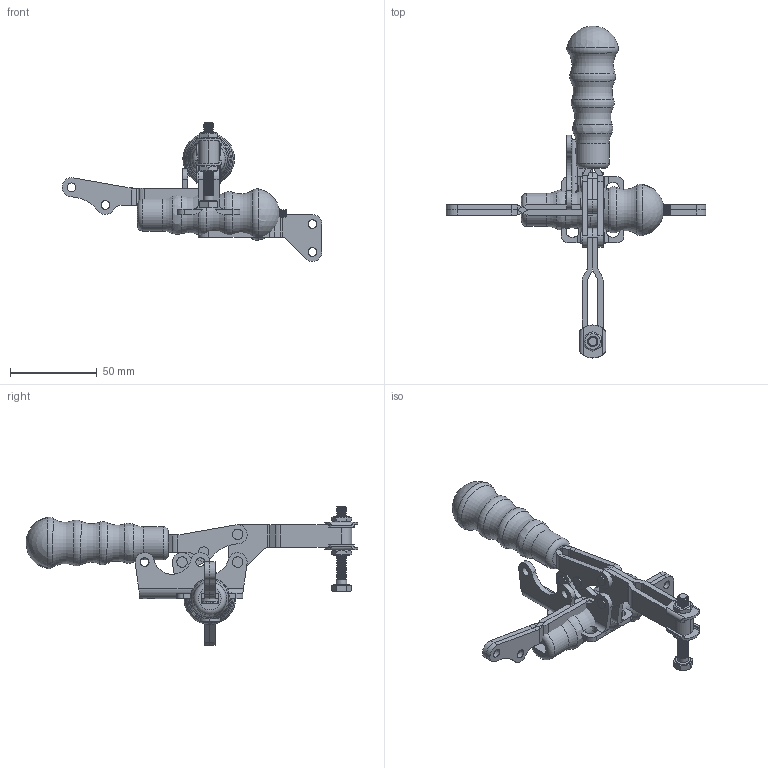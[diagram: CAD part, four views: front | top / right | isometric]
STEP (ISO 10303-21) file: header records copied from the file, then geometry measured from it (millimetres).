
FILE_DESCRIPTION( ( 'Unknown' ), '1' );
FILE_NAME( '120-UZ_UPINKA.stp', 'Unknown', ( 'Unknown' ), ( 'Unknown' ), 'PSStep 14.0', 'Unknown', ' ' );
FILE_SCHEMA( ( 'AUTOMOTIVE_DESIGN { 1 0 10303 214 1 1 1 1 }' ) );
Length unit declared in the file: millimetre
Products named in the file (19): Assem1; 120006_TAHLO; 120006_TAHLO-oa0; 720614_Nyt 5x14; 720614_Nyt 5x14-oa1; 720614_Nyt 5x14-oa2; 720614_Nyt 5x14-oa3; 940002_RUKOJET 10x6; 930003_PODLOZKA M6; 930003_PODLOZKA M6-oa4; 800069_SROUB M6x45-CSN ISO 4017; 800004_Matice M6_DIN4398; 800004_Matice M6_DIN4398-oa5; 120001_TELO; 120001_TELO-oa6; 120004_UPINACI PAKA L; 120005_UPINACI PAKA P; 120002_OVLADACI PAKA L; 120003_OVLADACI PAKA P
Bounding box: 149.6 x 191.12 x 79.97 mm (x, y, z)
Volume: 104478.4 mm3; surface area: 62662.8 mm2
Topology: 36 solids, 36 shells, 922 faces, 2158 edges, 1314 vertices
Faces by surface type: cylinder 312, plane 280, cone 214, torus 112, bspline 2, sphere 2
Full cylindrical faces by diameter (mm): 4.917 x12, 5 x40, 6 x100, 6.3 x4, 8.88 x2, 18.996 x2
Entity records: 15945 total; most frequent: CARTESIAN_POINT 2373, DIRECTION 2140, ORIENTED_EDGE 1630, AXIS2_PLACEMENT_3D 914, EDGE_CURVE 815, EDGE_LOOP 754, VERTEX_POINT 635, FACE_OUTER_BOUND 598
